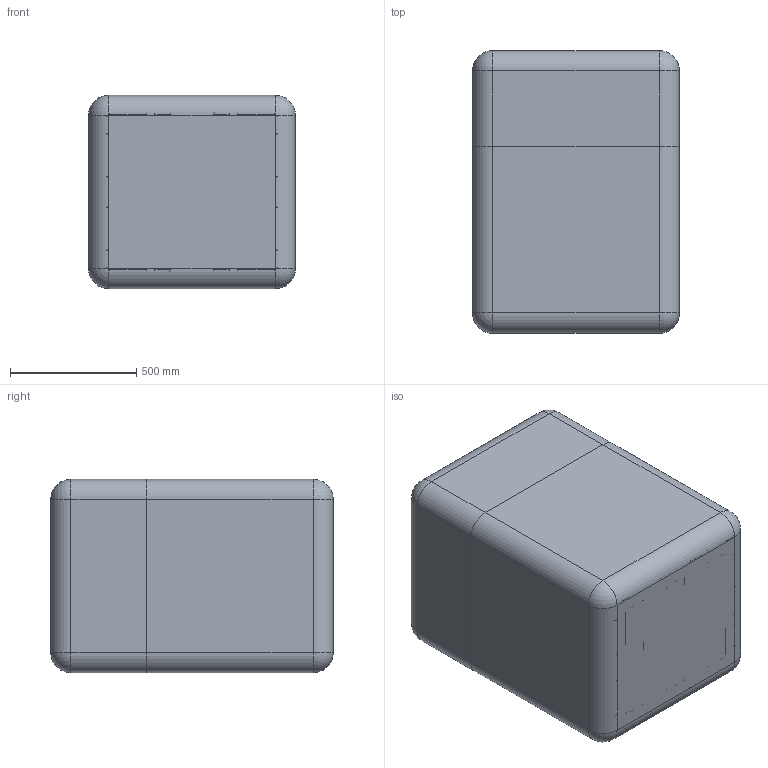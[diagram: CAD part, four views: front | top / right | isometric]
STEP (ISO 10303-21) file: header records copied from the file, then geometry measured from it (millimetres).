
FILE_DESCRIPTION (( 'STEP AP214' ), '1' );
FILE_NAME ('Êîíòåéíåð ÀÄÌÈÐÀË®ÏÐÎÔÅÑÑÈÎÍÀËÜÍÛÅ 122_óïðîùåííàÿ 3D-ìîäåëü.STEP', '2025-08-27T11:24:11', ( '' ), ( '' ), 'SwSTEP 2.0', 'SolidWorks 2021', '' );
FILE_SCHEMA (( 'AUTOMOTIVE_DESIGN' ));
Length unit declared in the file: millimetre
Products named in the file (3): Base 120 (óïð.); Êîíòåéíåð ÀÄÌÈÐÀË®ÏÐÎÔÅÑÑÈÎÍÀËÜÍÛÅ 122_óïðîùåííàÿ 3D-ìîäåëü; Lid 106 (óïð.)
Assembly tree (2 placements, depth 2):
  Êîíòåéíåð ÀÄÌÈÐÀË®ÏÐÎÔÅÑÑÈÎÍÀËÜÍÛÅ 122_óïðîùåííàÿ 3D-ìîäåëü
    Base 120 (óïð.)
    Lid 106 (óïð.)
Bounding box: 819.73 x 1120.62 x 767.23 mm (x, y, z)
Volume: 206622869.7 mm3; surface area: 9705830.1 mm2
Topology: 2 solids, 2 shells, 1276 faces, 3142 edges, 1808 vertices
Faces by surface type: cylinder 498, bspline 292, plane 242, torus 192, sphere 32, cone 20
Entity records: 54270 total; most frequent: CARTESIAN_POINT 26445, ORIENTED_EDGE 6116, DIRECTION 5632, EDGE_CURVE 3058, AXIS2_PLACEMENT_3D 2273, VERTEX_POINT 1800, CIRCLE 1292, EDGE_LOOP 1290
